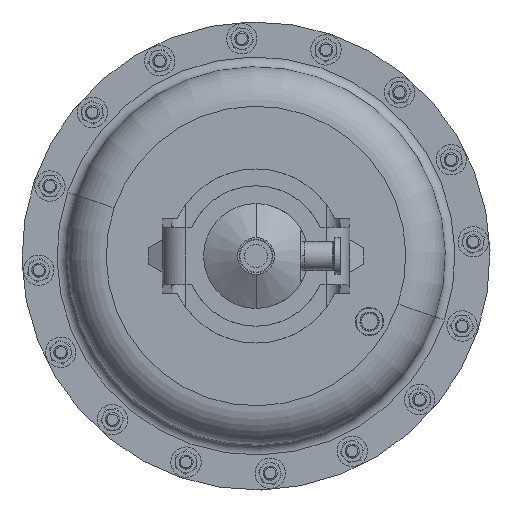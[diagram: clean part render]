
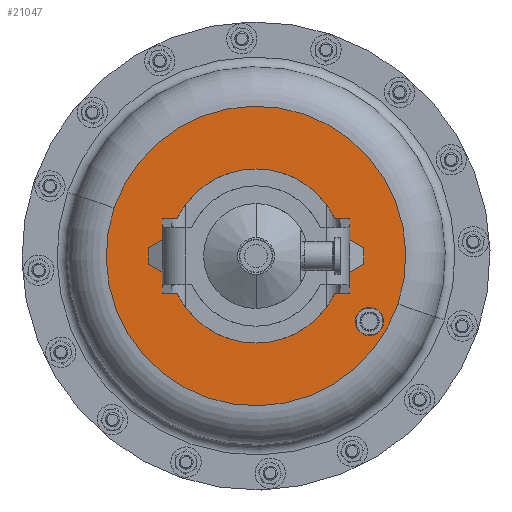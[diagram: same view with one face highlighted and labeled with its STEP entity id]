
A CAD part, front view. The second image highlights one B-rep face of the part: STEP entity #21047.
In plain terms, the highlighted planar face has unit normal (0, -1, 0).
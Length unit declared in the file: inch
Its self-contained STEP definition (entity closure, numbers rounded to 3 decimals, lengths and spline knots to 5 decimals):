
#56 = DIRECTION ( 'NONE',  ( 0., -1., 0. ) ) ;
#272 = CARTESIAN_POINT ( 'NONE',  ( -1.28576, 8.563, -3.78772 ) ) ;
#547 = ORIENTED_EDGE ( 'NONE', *, *, #15084, .F. ) ;
#986 = AXIS2_PLACEMENT_3D ( 'NONE', #30393, #16221, #6955 ) ;
#1981 = VERTEX_POINT ( 'NONE', #16056 ) ;
#2356 = CIRCLE ( 'NONE', #12270, 4. ) ;
#2447 = CIRCLE ( 'NONE', #26880, 2.325 ) ;
#3458 = CARTESIAN_POINT ( 'NONE',  ( 0., 8.563, 0. ) ) ;
#3564 = EDGE_LOOP ( 'NONE', ( #5607, #16543 ) ) ;
#3664 = EDGE_LOOP ( 'NONE', ( #25822, #547 ) ) ;
#3739 = DIRECTION ( 'NONE',  ( 0.249, 0., -0.969 ) ) ;
#3753 = EDGE_CURVE ( 'NONE', #18301, #1981, #2447, .T. ) ;
#3818 = DIRECTION ( 'NONE',  ( 0., 0., -1. ) ) ;
#4022 = CARTESIAN_POINT ( 'NONE',  ( 0., 8.563, 0. ) ) ;
#4790 = CARTESIAN_POINT ( 'NONE',  ( 0., 8.563, 2.325 ) ) ;
#4921 = CARTESIAN_POINT ( 'NONE',  ( 0., 8.563, 0. ) ) ;
#5366 = CARTESIAN_POINT ( 'NONE',  ( 3.1244, 8.563, -2.11321 ) ) ;
#5607 = ORIENTED_EDGE ( 'NONE', *, *, #27828, .F. ) ;
#6315 = DIRECTION ( 'NONE',  ( 0., 1., 0. ) ) ;
#6338 = CARTESIAN_POINT ( 'NONE',  ( 3.03109, 8.563, -1.75 ) ) ;
#6955 = DIRECTION ( 'NONE',  ( 0.947, 0., -0.321 ) ) ;
#7373 = AXIS2_PLACEMENT_3D ( 'NONE', #6338, #25454, #15917 ) ;
#9229 = CIRCLE ( 'NONE', #986, 4. ) ;
#9366 = AXIS2_PLACEMENT_3D ( 'NONE', #272, #56, #16614 ) ;
#9489 = FACE_BOUND ( 'NONE', #30216, .T. ) ;
#9922 = CIRCLE ( 'NONE', #20645, 0.375 ) ;
#10138 = VERTEX_POINT ( 'NONE', #25102 ) ;
#10293 = CARTESIAN_POINT ( 'NONE',  ( 3.78772, 8.563, -1.28576 ) ) ;
#10360 = CIRCLE ( 'NONE', #7373, 0.375 ) ;
#12270 = AXIS2_PLACEMENT_3D ( 'NONE', #3458, #17475, #22379 ) ;
#12289 = DIRECTION ( 'NONE',  ( 0., -1., 0. ) ) ;
#15007 = FACE_OUTER_BOUND ( 'NONE', #3664, .T. ) ;
#15084 = EDGE_CURVE ( 'NONE', #10138, #20163, #2356, .T. ) ;
#15448 = ORIENTED_EDGE ( 'NONE', *, *, #30384, .T. ) ;
#15917 = DIRECTION ( 'NONE',  ( 0.249, 0., -0.969 ) ) ;
#16056 = CARTESIAN_POINT ( 'NONE',  ( 0., 8.563, -2.325 ) ) ;
#16221 = DIRECTION ( 'NONE',  ( 0., 1., 0. ) ) ;
#16388 = AXIS2_PLACEMENT_3D ( 'NONE', #4921, #12289, #26552 ) ;
#16524 = VERTEX_POINT ( 'NONE', #26797 ) ;
#16543 = ORIENTED_EDGE ( 'NONE', *, *, #3753, .F. ) ;
#16614 = DIRECTION ( 'NONE',  ( -0.947, 0., 0.321 ) ) ;
#17475 = DIRECTION ( 'NONE',  ( 0., 1., 0. ) ) ;
#17846 = CARTESIAN_POINT ( 'NONE',  ( 3.03109, 8.563, -1.75 ) ) ;
#18301 = VERTEX_POINT ( 'NONE', #4790 ) ;
#19840 = EDGE_CURVE ( 'NONE', #27443, #16524, #9922, .T. ) ;
#20163 = VERTEX_POINT ( 'NONE', #10293 ) ;
#20645 = AXIS2_PLACEMENT_3D ( 'NONE', #17846, #6315, #3739 ) ;
#21047 = ADVANCED_FACE ( 'NONE', ( #29468, #15007, #9489 ), #23864, .T. ) ;
#22379 = DIRECTION ( 'NONE',  ( 0.947, 0., -0.321 ) ) ;
#23864 = PLANE ( 'NONE',  #9366 ) ;
#25102 = CARTESIAN_POINT ( 'NONE',  ( -3.78772, 8.563, 1.28576 ) ) ;
#25155 = ORIENTED_EDGE ( 'NONE', *, *, #19840, .T. ) ;
#25423 = DIRECTION ( 'NONE',  ( 0., -1., 0. ) ) ;
#25454 = DIRECTION ( 'NONE',  ( 0., 1., 0. ) ) ;
#25822 = ORIENTED_EDGE ( 'NONE', *, *, #30523, .F. ) ;
#26552 = DIRECTION ( 'NONE',  ( 0., 0., -1. ) ) ;
#26797 = CARTESIAN_POINT ( 'NONE',  ( 2.93778, 8.563, -1.38679 ) ) ;
#26880 = AXIS2_PLACEMENT_3D ( 'NONE', #4022, #25423, #3818 ) ;
#27443 = VERTEX_POINT ( 'NONE', #5366 ) ;
#27828 = EDGE_CURVE ( 'NONE', #1981, #18301, #30406, .T. ) ;
#29468 = FACE_BOUND ( 'NONE', #3564, .T. ) ;
#30216 = EDGE_LOOP ( 'NONE', ( #25155, #15448 ) ) ;
#30384 = EDGE_CURVE ( 'NONE', #16524, #27443, #10360, .T. ) ;
#30393 = CARTESIAN_POINT ( 'NONE',  ( 0., 8.563, 0. ) ) ;
#30406 = CIRCLE ( 'NONE', #16388, 2.325 ) ;
#30523 = EDGE_CURVE ( 'NONE', #20163, #10138, #9229, .T. ) ;
